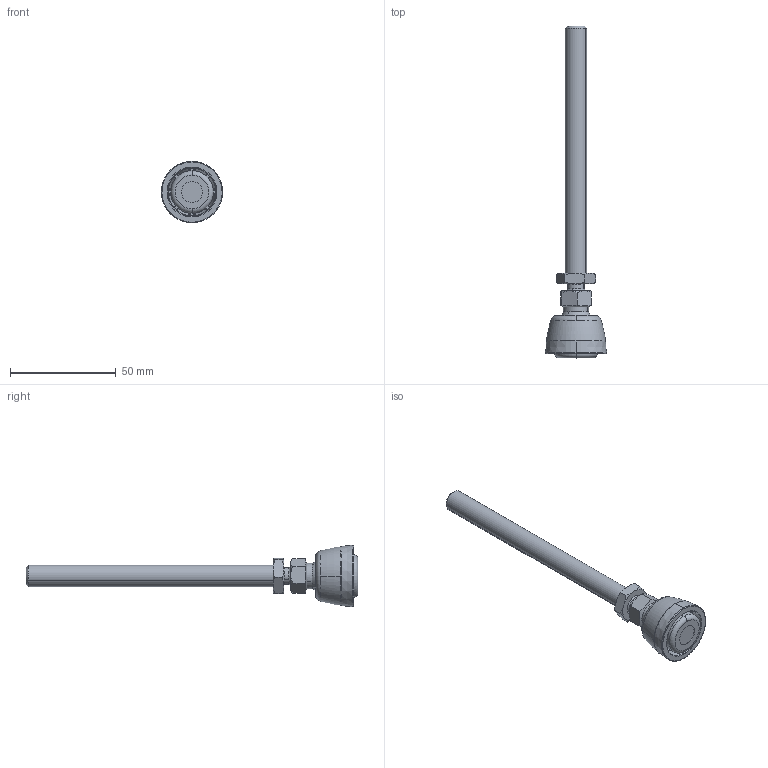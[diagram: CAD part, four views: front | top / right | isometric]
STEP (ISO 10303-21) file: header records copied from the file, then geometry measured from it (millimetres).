
FILE_DESCRIPTION (( 'STEP AP203' ), '1' );
FILE_NAME ('A60.00.30.03 Nylon swivel feet 30 - M10 x 125.STEP', '2018-09-27T20:17:51', ( '' ), ( '' ), 'SwSTEP 2.0', 'SolidWorks 2015', '' );
FILE_SCHEMA (( 'CONFIG_CONTROL_DESIGN' ));
Length unit declared in the file: inch
Products named in the file (2): A60.00.30.03 Nylon swivel feet 30 - M10 x 125
Bounding box: 29 x 156.7 x 29 mm (x, y, z)
Volume: 21572.1 mm3; surface area: 10720.7 mm2
Topology: 4 solids, 4 shells, 481 faces, 1169 edges, 683 vertices
Faces by surface type: bspline 231, torus 68, cone 60, plane 55, cylinder 51, sphere 16
Entity records: 21287 total; most frequent: CARTESIAN_POINT 11795, ORIENTED_EDGE 2294, DIRECTION 1535, EDGE_CURVE 1147, AXIS2_PLACEMENT_3D 704, VERTEX_POINT 679, B_SPLINE_CURVE_WITH_KNOTS 557, EDGE_LOOP 488
